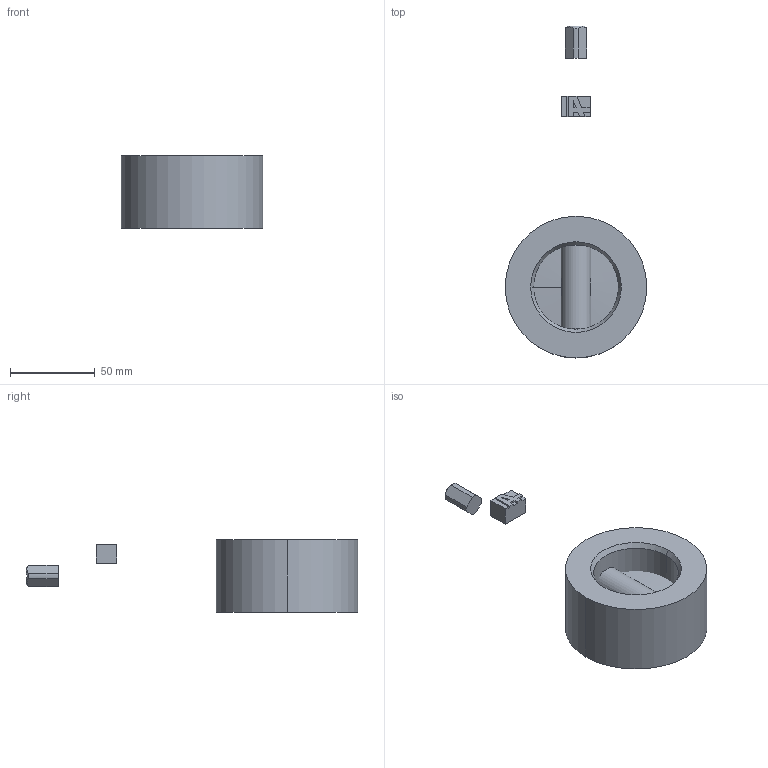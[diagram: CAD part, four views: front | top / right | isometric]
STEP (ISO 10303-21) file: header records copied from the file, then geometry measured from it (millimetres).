
FILE_DESCRIPTION (( 'STEP AP214' ), '1' );
FILE_NAME ('D10050.step', '2013-07-30T15:01:24', ( 'mbuehlmann' ), ( '' ), 'SwSTEP 2.0', 'SolidWorks 2012', '' );
FILE_SCHEMA (( 'AUTOMOTIVE_DESIGN' ));
Length unit declared in the file: millimetre
Products named in the file (5): ia-Logo12_ia-Logo12; ia-scheibe250_ia-scheibe50; ia-Dichtungbasic_Dichtung50; ia-4kt_ia-4kt50; D10050
Assembly tree (4 placements, depth 2):
  D10050
    ia-4kt_ia-4kt50
    ia-Dichtungbasic_Dichtung50
    ia-scheibe250_ia-scheibe50
    ia-Logo12_ia-Logo12
Bounding box: 83.5 x 195.75 x 43 mm (x, y, z)
Volume: 168972.2 mm3; surface area: 33989.8 mm2
Topology: 4 solids, 4 shells, 76 faces, 191 edges, 122 vertices
Faces by surface type: plane 35, cone 16, cylinder 13, torus 10, sphere 2
Entity records: 2577 total; most frequent: CARTESIAN_POINT 574, DIRECTION 385, ORIENTED_EDGE 376, EDGE_CURVE 188, AXIS2_PLACEMENT_3D 144, VERTEX_POINT 121, LINE 97, VECTOR 97
